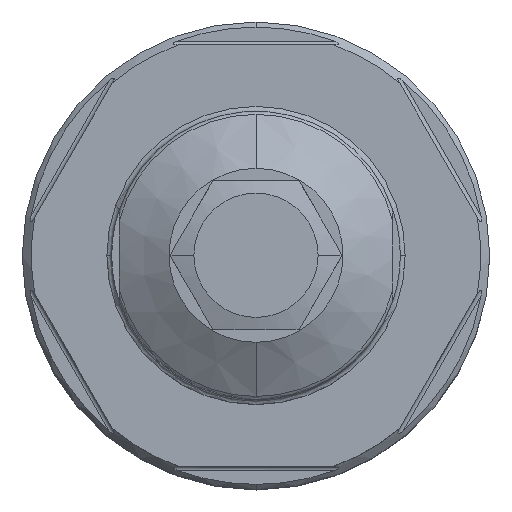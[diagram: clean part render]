
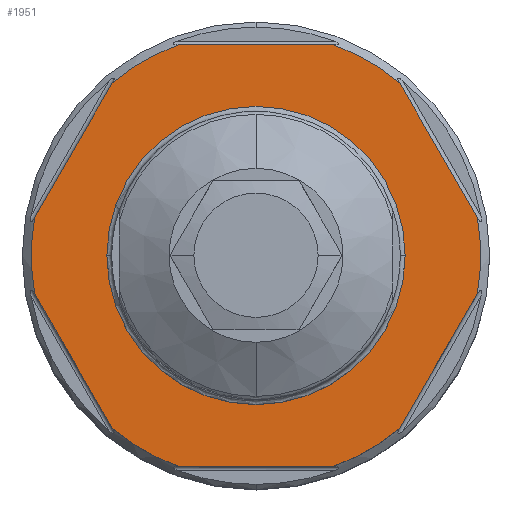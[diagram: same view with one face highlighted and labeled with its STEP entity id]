
A CAD part, top view. The second image highlights one B-rep face of the part: STEP entity #1951.
In plain terms, the highlighted planar face has unit normal (0, 0, 1).
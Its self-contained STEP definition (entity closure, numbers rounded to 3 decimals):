
#338=CARTESIAN_POINT('',(0.,0.,54.864));
#339=DIRECTION('',(0.,0.,1.));
#340=DIRECTION('',(-0.346,0.938,0.));
#341=AXIS2_PLACEMENT_3D('',#338,#339,#340);
#343=DIRECTION('',(1.,0.,0.));
#344=VECTOR('',#343,19.89);
#345=CARTESIAN_POINT('',(-9.945,26.924,54.864));
#346=LINE('',#345,#344);
#347=CARTESIAN_POINT('',(0.,0.,54.864));
#348=DIRECTION('',(0.,0.,1.));
#349=DIRECTION('',(0.639,0.769,0.));
#350=AXIS2_PLACEMENT_3D('',#347,#348,#349);
#352=DIRECTION('',(-0.5,0.866,0.));
#353=VECTOR('',#352,19.89);
#354=CARTESIAN_POINT('',(28.289,4.849,54.864));
#355=LINE('',#354,#353);
#356=CARTESIAN_POINT('',(0.,0.,54.864));
#357=DIRECTION('',(0.,0.,1.));
#358=DIRECTION('',(0.986,-0.169,0.));
#359=AXIS2_PLACEMENT_3D('',#356,#357,#358);
#361=DIRECTION('',(-0.5,-0.866,0.));
#362=VECTOR('',#361,19.89);
#363=CARTESIAN_POINT('',(28.289,-4.849,54.864));
#364=LINE('',#363,#362);
#365=CARTESIAN_POINT('',(0.,0.,54.864));
#366=DIRECTION('',(0.,0.,1.));
#367=DIRECTION('',(0.346,-0.938,0.));
#368=AXIS2_PLACEMENT_3D('',#365,#366,#367);
#370=DIRECTION('',(1.,0.,0.));
#371=VECTOR('',#370,19.89);
#372=CARTESIAN_POINT('',(-9.945,-26.924,54.864));
#373=LINE('',#372,#371);
#374=CARTESIAN_POINT('',(0.,0.,54.864));
#375=DIRECTION('',(0.,0.,1.));
#376=DIRECTION('',(-0.639,-0.769,0.));
#377=AXIS2_PLACEMENT_3D('',#374,#375,#376);
#379=DIRECTION('',(0.5,-0.866,0.));
#380=VECTOR('',#379,19.89);
#381=CARTESIAN_POINT('',(-28.289,-4.849,54.864));
#382=LINE('',#381,#380);
#383=CARTESIAN_POINT('',(0.,0.,54.864));
#384=DIRECTION('',(0.,0.,1.));
#385=DIRECTION('',(-0.986,0.169,0.));
#386=AXIS2_PLACEMENT_3D('',#383,#384,#385);
#388=DIRECTION('',(0.5,0.866,0.));
#389=VECTOR('',#388,19.89);
#390=CARTESIAN_POINT('',(-28.289,4.849,54.864));
#391=LINE('',#390,#389);
#392=CARTESIAN_POINT('',(0.,0.,54.864));
#393=DIRECTION('',(0.,0.,-1.));
#394=DIRECTION('',(0.,1.,0.));
#395=AXIS2_PLACEMENT_3D('',#392,#393,#394);
#397=CARTESIAN_POINT('',(0.,0.,54.864));
#398=DIRECTION('',(0.,0.,-1.));
#399=DIRECTION('',(0.,-1.,0.));
#400=AXIS2_PLACEMENT_3D('',#397,#398,#399);
#1468=CARTESIAN_POINT('',(-9.945,26.924,54.864));
#1469=CARTESIAN_POINT('',(-18.344,22.075,54.864));
#1470=VERTEX_POINT('',#1468);
#1471=VERTEX_POINT('',#1469);
#1472=CARTESIAN_POINT('',(9.945,-26.924,54.864));
#1473=CARTESIAN_POINT('',(18.344,-22.075,54.864));
#1474=VERTEX_POINT('',#1472);
#1475=VERTEX_POINT('',#1473);
#1512=CARTESIAN_POINT('',(-28.289,4.849,54.864));
#1513=CARTESIAN_POINT('',(-28.289,-4.849,54.864));
#1514=VERTEX_POINT('',#1512);
#1515=VERTEX_POINT('',#1513);
#1516=CARTESIAN_POINT('',(-18.344,-22.075,54.864));
#1517=CARTESIAN_POINT('',(-9.945,-26.924,54.864));
#1518=VERTEX_POINT('',#1516);
#1519=VERTEX_POINT('',#1517);
#1520=CARTESIAN_POINT('',(28.289,-4.849,54.864));
#1521=CARTESIAN_POINT('',(28.289,4.849,54.864));
#1522=VERTEX_POINT('',#1520);
#1523=VERTEX_POINT('',#1521);
#1524=CARTESIAN_POINT('',(18.344,22.075,54.864));
#1525=CARTESIAN_POINT('',(9.945,26.924,54.864));
#1526=VERTEX_POINT('',#1524);
#1527=VERTEX_POINT('',#1525);
#1624=CARTESIAN_POINT('',(0.,19.05,54.864));
#1625=CARTESIAN_POINT('',(0.,-19.05,54.864));
#1626=VERTEX_POINT('',#1624);
#1627=VERTEX_POINT('',#1625);
#1916=CARTESIAN_POINT('',(0.,0.,54.864));
#1917=DIRECTION('',(0.,0.,1.));
#1918=DIRECTION('',(1.,0.,0.));
#1919=AXIS2_PLACEMENT_3D('',#1916,#1917,#1918);
#1920=PLANE('',#1919);
#1922=ORIENTED_EDGE('',*,*,#1921,.F.);
#1924=ORIENTED_EDGE('',*,*,#1923,.T.);
#1926=ORIENTED_EDGE('',*,*,#1925,.F.);
#1928=ORIENTED_EDGE('',*,*,#1927,.F.);
#1930=ORIENTED_EDGE('',*,*,#1929,.F.);
#1932=ORIENTED_EDGE('',*,*,#1931,.T.);
#1934=ORIENTED_EDGE('',*,*,#1933,.F.);
#1936=ORIENTED_EDGE('',*,*,#1935,.F.);
#1938=ORIENTED_EDGE('',*,*,#1937,.F.);
#1940=ORIENTED_EDGE('',*,*,#1939,.F.);
#1942=ORIENTED_EDGE('',*,*,#1941,.F.);
#1944=ORIENTED_EDGE('',*,*,#1943,.T.);
#1945=EDGE_LOOP('',(#1922,#1924,#1926,#1928,#1930,#1932,#1934,#1936,#1938,#1940,
#1942,#1944));
#1946=FACE_OUTER_BOUND('',#1945,.F.);
#1947=ORIENTED_EDGE('',*,*,#1893,.F.);
#1948=ORIENTED_EDGE('',*,*,#1911,.F.);
#1949=EDGE_LOOP('',(#1947,#1948));
#1950=FACE_BOUND('',#1949,.F.);
#1951=ADVANCED_FACE('',(#1946,#1950),#1920,.T.);
#342=CIRCLE('',#341,28.702);
#351=CIRCLE('',#350,28.702);
#360=CIRCLE('',#359,28.702);
#369=CIRCLE('',#368,28.702);
#378=CIRCLE('',#377,28.702);
#387=CIRCLE('',#386,28.702);
#396=CIRCLE('',#395,19.05);
#401=CIRCLE('',#400,19.05);
#1893=EDGE_CURVE('',#1626,#1627,#396,.T.);
#1911=EDGE_CURVE('',#1627,#1626,#401,.T.);
#1921=EDGE_CURVE('',#1470,#1471,#342,.T.);
#1923=EDGE_CURVE('',#1470,#1527,#346,.T.);
#1925=EDGE_CURVE('',#1526,#1527,#351,.T.);
#1927=EDGE_CURVE('',#1523,#1526,#355,.T.);
#1929=EDGE_CURVE('',#1522,#1523,#360,.T.);
#1931=EDGE_CURVE('',#1522,#1475,#364,.T.);
#1933=EDGE_CURVE('',#1474,#1475,#369,.T.);
#1935=EDGE_CURVE('',#1519,#1474,#373,.T.);
#1937=EDGE_CURVE('',#1518,#1519,#378,.T.);
#1939=EDGE_CURVE('',#1515,#1518,#382,.T.);
#1941=EDGE_CURVE('',#1514,#1515,#387,.T.);
#1943=EDGE_CURVE('',#1514,#1471,#391,.T.);
